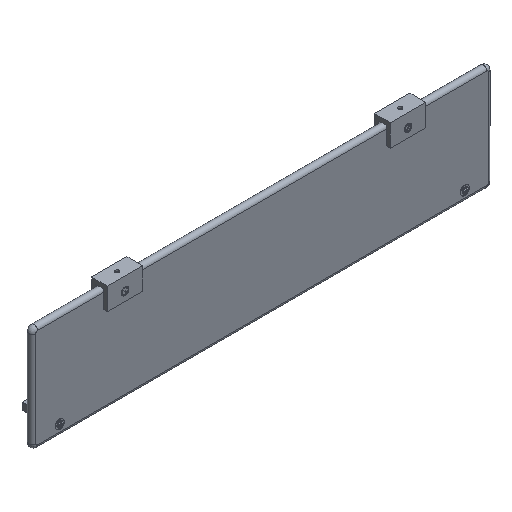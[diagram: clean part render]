
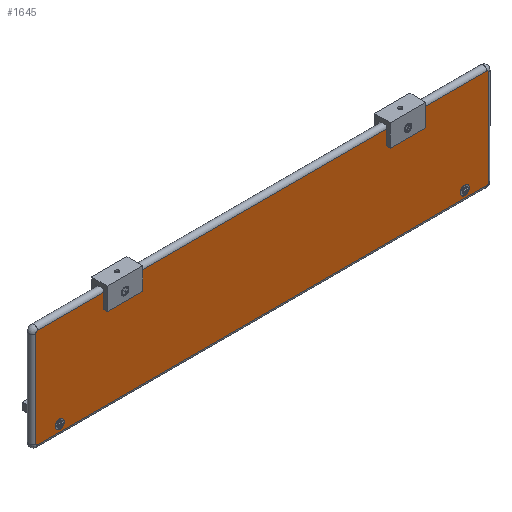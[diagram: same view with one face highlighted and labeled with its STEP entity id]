
A CAD part, isometric view. The second image highlights one B-rep face of the part: STEP entity #1645.
In plain terms, the highlighted face is planar.
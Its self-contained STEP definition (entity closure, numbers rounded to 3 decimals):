
#324 = CIRCLE ( 'NONE', #354, 3. ) ;
#342 = AXIS2_PLACEMENT_3D ( 'NONE', #7038, #7040, #7034 ) ;
#354 = AXIS2_PLACEMENT_3D ( 'NONE', #6444, #6443, #6442 ) ;
#356 = AXIS2_PLACEMENT_3D ( 'NONE', #6433, #6432, #6431 ) ;
#482 = EDGE_CURVE ( 'NONE', #6768, #6767, #6234, .T. ) ;
#483 = EDGE_CURVE ( 'NONE', #6764, #6763, #6231, .T. ) ;
#549 = VERTEX_POINT ( 'NONE', #7577 ) ;
#560 = VERTEX_POINT ( 'NONE', #8760 ) ;
#1574 = EDGE_CURVE ( 'NONE', #549, #6766, #6182, .T. ) ;
#1645 = ADVANCED_FACE ( 'NONE', ( #5153, #5148, #5165 ), #7036, .F. ) ;
#1809 = CIRCLE ( 'NONE', #8650, 2. ) ;
#1811 = VECTOR ( 'NONE', #3722, 1000. ) ;
#1812 = LINE ( 'NONE', #3744, #1811 ) ;
#1815 = CIRCLE ( 'NONE', #8648, 2. ) ;
#1817 = VECTOR ( 'NONE', #3676, 1000. ) ;
#1818 = LINE ( 'NONE', #3698, #1817 ) ;
#1821 = CIRCLE ( 'NONE', #8646, 2. ) ;
#1823 = VECTOR ( 'NONE', #3630, 1000. ) ;
#1828 = LINE ( 'NONE', #3652, #1823 ) ;
#1829 = CIRCLE ( 'NONE', #8644, 2. ) ;
#3145 = EDGE_CURVE ( 'NONE', #6763, #6764, #324, .T. ) ;
#3149 = EDGE_CURVE ( 'NONE', #6767, #6768, #6397, .T. ) ;
#3630 = DIRECTION ( 'NONE',  ( 0., 1., 0. ) ) ;
#3633 = CARTESIAN_POINT ( 'NONE',  ( 6., -6., 0. ) ) ;
#3634 = DIRECTION ( 'NONE',  ( 0., 0., -1. ) ) ;
#3635 = DIRECTION ( 'NONE',  ( 1., 0., 0. ) ) ;
#3652 = CARTESIAN_POINT ( 'NONE',  ( 4., -114., 0. ) ) ;
#3676 = DIRECTION ( 'NONE',  ( -1., 0., 0. ) ) ;
#3679 = CARTESIAN_POINT ( 'NONE',  ( 6., -114., 0. ) ) ;
#3680 = DIRECTION ( 'NONE',  ( 0., 0., -1. ) ) ;
#3681 = DIRECTION ( 'NONE',  ( 1., 0., 0. ) ) ;
#3698 = CARTESIAN_POINT ( 'NONE',  ( 514., -116., 0. ) ) ;
#3722 = DIRECTION ( 'NONE',  ( 0., -1., 0. ) ) ;
#3725 = CARTESIAN_POINT ( 'NONE',  ( 514., -114., 0. ) ) ;
#3726 = DIRECTION ( 'NONE',  ( 0., 0., -1. ) ) ;
#3727 = DIRECTION ( 'NONE',  ( 1., 0., 0. ) ) ;
#3744 = CARTESIAN_POINT ( 'NONE',  ( 516., -114., 0. ) ) ;
#3773 = CARTESIAN_POINT ( 'NONE',  ( 514., -6., 0. ) ) ;
#3774 = DIRECTION ( 'NONE',  ( 0., 0., -1. ) ) ;
#3775 = DIRECTION ( 'NONE',  ( 1., 0., 0. ) ) ;
#3909 = CARTESIAN_POINT ( 'NONE',  ( 486., -12., 0. ) ) ;
#3916 = CARTESIAN_POINT ( 'NONE',  ( 34., -12., 0. ) ) ;
#3917 = CARTESIAN_POINT ( 'NONE',  ( 492., -12., 0. ) ) ;
#3918 = CARTESIAN_POINT ( 'NONE',  ( 514., -4., 0. ) ) ;
#3919 = CARTESIAN_POINT ( 'NONE',  ( 28., -12., 0. ) ) ;
#3921 = CARTESIAN_POINT ( 'NONE',  ( 4., -114., 0. ) ) ;
#3922 = CARTESIAN_POINT ( 'NONE',  ( 514., -116., 0. ) ) ;
#3923 = CARTESIAN_POINT ( 'NONE',  ( 6., -116., 0. ) ) ;
#3925 = CARTESIAN_POINT ( 'NONE',  ( 516., -114., 0. ) ) ;
#3927 = CARTESIAN_POINT ( 'NONE',  ( 516., -6., 0. ) ) ;
#5148 = FACE_BOUND ( 'NONE', #7860, .T. ) ;
#5153 = FACE_OUTER_BOUND ( 'NONE', #7866, .T. ) ;
#5165 = FACE_BOUND ( 'NONE', #7856, .T. ) ;
#5854 = ORIENTED_EDGE ( 'NONE', *, *, #6155, .T. ) ;
#5856 = ORIENTED_EDGE ( 'NONE', *, *, #6161, .T. ) ;
#5867 = ORIENTED_EDGE ( 'NONE', *, *, #1574, .T. ) ;
#5869 = ORIENTED_EDGE ( 'NONE', *, *, #6152, .T. ) ;
#5879 = ORIENTED_EDGE ( 'NONE', *, *, #6158, .T. ) ;
#5937 = ORIENTED_EDGE ( 'NONE', *, *, #483, .T. ) ;
#5939 = ORIENTED_EDGE ( 'NONE', *, *, #482, .T. ) ;
#5941 = ORIENTED_EDGE ( 'NONE', *, *, #3149, .T. ) ;
#5943 = ORIENTED_EDGE ( 'NONE', *, *, #3145, .T. ) ;
#5945 = ORIENTED_EDGE ( 'NONE', *, *, #6143, .T. ) ;
#5947 = ORIENTED_EDGE ( 'NONE', *, *, #6146, .T. ) ;
#5954 = ORIENTED_EDGE ( 'NONE', *, *, #6149, .T. ) ;
#6143 = EDGE_CURVE ( 'NONE', #560, #549, #1829, .T. ) ;
#6146 = EDGE_CURVE ( 'NONE', #6770, #560, #1828, .T. ) ;
#6149 = EDGE_CURVE ( 'NONE', #6772, #6770, #1821, .T. ) ;
#6152 = EDGE_CURVE ( 'NONE', #6771, #6772, #1818, .T. ) ;
#6155 = EDGE_CURVE ( 'NONE', #6774, #6771, #1815, .T. ) ;
#6158 = EDGE_CURVE ( 'NONE', #6776, #6774, #1812, .T. ) ;
#6161 = EDGE_CURVE ( 'NONE', #6766, #6776, #1809, .T. ) ;
#6179 = VECTOR ( 'NONE', #8693, 1000. ) ;
#6182 = LINE ( 'NONE', #8695, #6179 ) ;
#6231 = CIRCLE ( 'NONE', #7023, 3. ) ;
#6234 = CIRCLE ( 'NONE', #7022, 3. ) ;
#6397 = CIRCLE ( 'NONE', #356, 3. ) ;
#6431 = DIRECTION ( 'NONE',  ( 1., 0., 0. ) ) ;
#6432 = DIRECTION ( 'NONE',  ( 0., 0., 1. ) ) ;
#6433 = CARTESIAN_POINT ( 'NONE',  ( 31., -12., 0. ) ) ;
#6442 = DIRECTION ( 'NONE',  ( -1., 0., 0. ) ) ;
#6443 = DIRECTION ( 'NONE',  ( 0., 0., 1. ) ) ;
#6444 = CARTESIAN_POINT ( 'NONE',  ( 489., -12., 0. ) ) ;
#6763 = VERTEX_POINT ( 'NONE', #3909 ) ;
#6764 = VERTEX_POINT ( 'NONE', #3917 ) ;
#6766 = VERTEX_POINT ( 'NONE', #3918 ) ;
#6767 = VERTEX_POINT ( 'NONE', #3919 ) ;
#6768 = VERTEX_POINT ( 'NONE', #3916 ) ;
#6770 = VERTEX_POINT ( 'NONE', #3921 ) ;
#6771 = VERTEX_POINT ( 'NONE', #3922 ) ;
#6772 = VERTEX_POINT ( 'NONE', #3923 ) ;
#6774 = VERTEX_POINT ( 'NONE', #3925 ) ;
#6776 = VERTEX_POINT ( 'NONE', #3927 ) ;
#7022 = AXIS2_PLACEMENT_3D ( 'NONE', #7667, #7666, #7665 ) ;
#7023 = AXIS2_PLACEMENT_3D ( 'NONE', #7664, #7663, #7662 ) ;
#7034 = DIRECTION ( 'NONE',  ( 1., 0., 0. ) ) ;
#7036 = PLANE ( 'NONE',  #342 ) ;
#7038 = CARTESIAN_POINT ( 'NONE',  ( 514., -114., 0. ) ) ;
#7040 = DIRECTION ( 'NONE',  ( 0., 0., 1. ) ) ;
#7577 = CARTESIAN_POINT ( 'NONE',  ( 6., -4., 0. ) ) ;
#7662 = DIRECTION ( 'NONE',  ( -1., 0., 0. ) ) ;
#7663 = DIRECTION ( 'NONE',  ( 0., 0., 1. ) ) ;
#7664 = CARTESIAN_POINT ( 'NONE',  ( 489., -12., 0. ) ) ;
#7665 = DIRECTION ( 'NONE',  ( 1., 0., 0. ) ) ;
#7666 = DIRECTION ( 'NONE',  ( 0., 0., 1. ) ) ;
#7667 = CARTESIAN_POINT ( 'NONE',  ( 31., -12., 0. ) ) ;
#7856 = EDGE_LOOP ( 'NONE', ( #5943, #5937 ) ) ;
#7860 = EDGE_LOOP ( 'NONE', ( #5941, #5939 ) ) ;
#7866 = EDGE_LOOP ( 'NONE', ( #5867, #5856, #5879, #5854, #5869, #5954, #5947, #5945 ) ) ;
#8644 = AXIS2_PLACEMENT_3D ( 'NONE', #3633, #3634, #3635 ) ;
#8646 = AXIS2_PLACEMENT_3D ( 'NONE', #3679, #3680, #3681 ) ;
#8648 = AXIS2_PLACEMENT_3D ( 'NONE', #3725, #3726, #3727 ) ;
#8650 = AXIS2_PLACEMENT_3D ( 'NONE', #3773, #3774, #3775 ) ;
#8693 = DIRECTION ( 'NONE',  ( 1., 0., 0. ) ) ;
#8695 = CARTESIAN_POINT ( 'NONE',  ( 514., -4., 0. ) ) ;
#8760 = CARTESIAN_POINT ( 'NONE',  ( 4., -6., 0. ) ) ;
